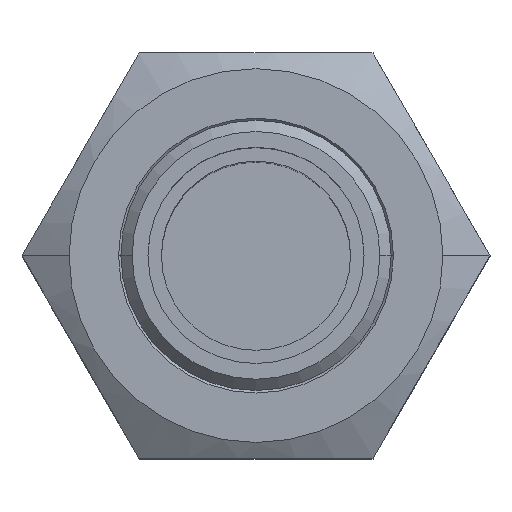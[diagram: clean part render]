
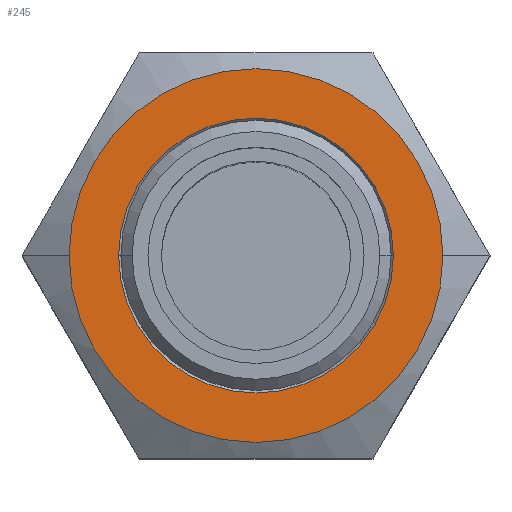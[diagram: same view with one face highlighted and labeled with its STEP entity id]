
A CAD part, top view. The second image highlights one B-rep face of the part: STEP entity #245.
In plain terms, the highlighted face is planar.
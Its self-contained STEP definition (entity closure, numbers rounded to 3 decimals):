
#18 = CARTESIAN_POINT ( 'NONE',  ( 7.13, 6.37, 12.59 ) ) ;
#30 = DIRECTION ( 'NONE',  ( 0., 0., -1. ) ) ;
#71 = EDGE_CURVE ( 'NONE', #940, #1046, #990, .T. ) ;
#78 = AXIS2_PLACEMENT_3D ( 'NONE', #917, #1006, #743 ) ;
#98 = ORIENTED_EDGE ( 'NONE', *, *, #381, .T. ) ;
#130 = DIRECTION ( 'NONE',  ( 0., 0., -1. ) ) ;
#148 = ORIENTED_EDGE ( 'NONE', *, *, #853, .F. ) ;
#166 = CARTESIAN_POINT ( 'NONE',  ( 7.13, 6.37, 20.89 ) ) ;
#191 = AXIS2_PLACEMENT_3D ( 'NONE', #18, #553, #30 ) ;
#232 = CIRCLE ( 'NONE', #707, 8.3 ) ;
#245 = ADVANCED_FACE ( 'NONE', ( #787, #706 ), #1130, .T. ) ;
#271 = CARTESIAN_POINT ( 'NONE',  ( 7.13, 6.37, 20.89 ) ) ;
#308 = VERTEX_POINT ( 'NONE', #883 ) ;
#316 = ORIENTED_EDGE ( 'NONE', *, *, #71, .F. ) ;
#380 = DIRECTION ( 'NONE',  ( 0., 0., -1. ) ) ;
#381 = EDGE_CURVE ( 'NONE', #308, #474, #902, .T. ) ;
#474 = VERTEX_POINT ( 'NONE', #1121 ) ;
#553 = DIRECTION ( 'NONE',  ( 1., 0., 0. ) ) ;
#576 = CARTESIAN_POINT ( 'NONE',  ( 7.13, 6.37, 12.59 ) ) ;
#577 = EDGE_LOOP ( 'NONE', ( #148, #316 ) ) ;
#583 = CIRCLE ( 'NONE', #78, 6.103 ) ;
#607 = DIRECTION ( 'NONE',  ( 0., 0., 1. ) ) ;
#706 = FACE_OUTER_BOUND ( 'NONE', #577, .T. ) ;
#707 = AXIS2_PLACEMENT_3D ( 'NONE', #835, #895, #380 ) ;
#723 = DIRECTION ( 'NONE',  ( 1., 0., 0. ) ) ;
#742 = EDGE_LOOP ( 'NONE', ( #98, #804 ) ) ;
#743 = DIRECTION ( 'NONE',  ( 0., 0., -1. ) ) ;
#787 = FACE_BOUND ( 'NONE', #742, .T. ) ;
#804 = ORIENTED_EDGE ( 'NONE', *, *, #831, .T. ) ;
#831 = EDGE_CURVE ( 'NONE', #474, #308, #583, .T. ) ;
#835 = CARTESIAN_POINT ( 'NONE',  ( 7.13, 6.37, 12.59 ) ) ;
#853 = EDGE_CURVE ( 'NONE', #1046, #940, #232, .T. ) ;
#883 = CARTESIAN_POINT ( 'NONE',  ( 7.13, 6.37, 18.693 ) ) ;
#895 = DIRECTION ( 'NONE',  ( 1., 0., 0. ) ) ;
#902 = CIRCLE ( 'NONE', #191, 6.103 ) ;
#917 = CARTESIAN_POINT ( 'NONE',  ( 7.13, 6.37, 12.59 ) ) ;
#940 = VERTEX_POINT ( 'NONE', #271 ) ;
#953 = AXIS2_PLACEMENT_3D ( 'NONE', #576, #723, #130 ) ;
#990 = CIRCLE ( 'NONE', #953, 8.3 ) ;
#1006 = DIRECTION ( 'NONE',  ( 1., 0., 0. ) ) ;
#1041 = AXIS2_PLACEMENT_3D ( 'NONE', #166, #1128, #607 ) ;
#1046 = VERTEX_POINT ( 'NONE', #1114 ) ;
#1114 = CARTESIAN_POINT ( 'NONE',  ( 7.13, 6.37, 4.29 ) ) ;
#1121 = CARTESIAN_POINT ( 'NONE',  ( 7.13, 6.37, 6.487 ) ) ;
#1128 = DIRECTION ( 'NONE',  ( -1., 0., 0. ) ) ;
#1130 = PLANE ( 'NONE',  #1041 ) ;
